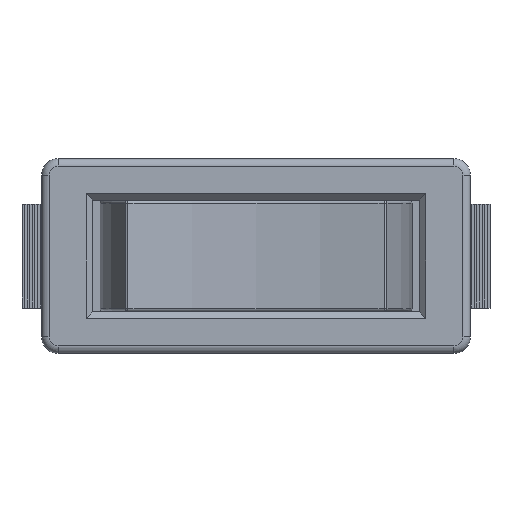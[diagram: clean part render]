
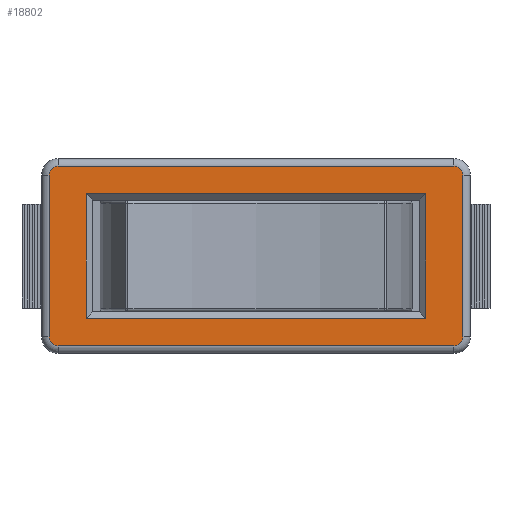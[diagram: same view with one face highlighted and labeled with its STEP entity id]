
A CAD part, top view. The second image highlights one B-rep face of the part: STEP entity #18802.
In plain terms, the highlighted planar face has unit normal (0, 0, 1).
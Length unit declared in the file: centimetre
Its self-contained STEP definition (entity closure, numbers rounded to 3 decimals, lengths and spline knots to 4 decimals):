
#1108=FACE_BOUND('',#3220,.T.);
#2108=FACE_OUTER_BOUND('',#3219,.T.);
#3219=EDGE_LOOP('',(#16997,#16998,#16999,#17000,#17001,#17002,#17003,#17004));
#3220=EDGE_LOOP('',(#17005,#17006,#17007,#17008));
#3388=CIRCLE('',#19668,0.07);
#3389=CIRCLE('',#19669,0.07);
#3390=CIRCLE('',#19670,0.07);
#3391=CIRCLE('',#19671,0.07);
#5302=LINE('',#32651,#7238);
#5306=LINE('',#32658,#7242);
#5309=LINE('',#32664,#7245);
#5311=LINE('',#32667,#7247);
#5317=LINE('',#32681,#7253);
#5318=LINE('',#32685,#7254);
#5319=LINE('',#32689,#7255);
#5320=LINE('',#32693,#7256);
#7238=VECTOR('',#23249,1.);
#7242=VECTOR('',#23255,1.);
#7245=VECTOR('',#23260,1.);
#7247=VECTOR('',#23264,1.);
#7253=VECTOR('',#23276,1.);
#7254=VECTOR('',#23279,1.);
#7255=VECTOR('',#23282,1.);
#7256=VECTOR('',#23285,1.);
#9029=VERTEX_POINT('',#32648);
#9030=VERTEX_POINT('',#32650);
#9032=VERTEX_POINT('',#32656);
#9034=VERTEX_POINT('',#32662);
#9038=VERTEX_POINT('',#32679);
#9039=VERTEX_POINT('',#32680);
#9040=VERTEX_POINT('',#32682);
#9041=VERTEX_POINT('',#32684);
#9042=VERTEX_POINT('',#32686);
#9043=VERTEX_POINT('',#32688);
#9044=VERTEX_POINT('',#32690);
#9045=VERTEX_POINT('',#32692);
#11706=EDGE_CURVE('',#9029,#9030,#5302,.T.);
#11710=EDGE_CURVE('',#9032,#9029,#5306,.T.);
#11713=EDGE_CURVE('',#9034,#9032,#5309,.T.);
#11715=EDGE_CURVE('',#9030,#9034,#5311,.T.);
#11721=EDGE_CURVE('',#9038,#9039,#5317,.T.);
#11722=EDGE_CURVE('',#9040,#9038,#3388,.T.);
#11723=EDGE_CURVE('',#9041,#9040,#5318,.T.);
#11724=EDGE_CURVE('',#9042,#9041,#3389,.T.);
#11725=EDGE_CURVE('',#9043,#9042,#5319,.T.);
#11726=EDGE_CURVE('',#9044,#9043,#3390,.T.);
#11727=EDGE_CURVE('',#9045,#9044,#5320,.T.);
#11728=EDGE_CURVE('',#9039,#9045,#3391,.T.);
#16997=ORIENTED_EDGE('',*,*,#11721,.F.);
#16998=ORIENTED_EDGE('',*,*,#11722,.F.);
#16999=ORIENTED_EDGE('',*,*,#11723,.F.);
#17000=ORIENTED_EDGE('',*,*,#11724,.F.);
#17001=ORIENTED_EDGE('',*,*,#11725,.F.);
#17002=ORIENTED_EDGE('',*,*,#11726,.F.);
#17003=ORIENTED_EDGE('',*,*,#11727,.F.);
#17004=ORIENTED_EDGE('',*,*,#11728,.F.);
#17005=ORIENTED_EDGE('',*,*,#11706,.F.);
#17006=ORIENTED_EDGE('',*,*,#11710,.F.);
#17007=ORIENTED_EDGE('',*,*,#11713,.F.);
#17008=ORIENTED_EDGE('',*,*,#11715,.F.);
#17799=PLANE('',#19667);
#18802=ADVANCED_FACE('',(#2108,#1108),#17799,.T.);
#19667=AXIS2_PLACEMENT_3D('',#32678,#23274,#23275);
#19668=AXIS2_PLACEMENT_3D('',#32683,#23277,#23278);
#19669=AXIS2_PLACEMENT_3D('',#32687,#23280,#23281);
#19670=AXIS2_PLACEMENT_3D('',#32691,#23283,#23284);
#19671=AXIS2_PLACEMENT_3D('',#32694,#23286,#23287);
#23249=DIRECTION('',(1.,0.,0.));
#23255=DIRECTION('',(0.,-1.,0.));
#23260=DIRECTION('',(-1.,0.,0.));
#23264=DIRECTION('',(0.,1.,0.));
#23274=DIRECTION('center_axis',(0.,0.,
1.));
#23275=DIRECTION('ref_axis',(1.,0.,0.));
#23276=DIRECTION('',(0.,1.,0.));
#23277=DIRECTION('center_axis',(0.,0.,
-1.));
#23278=DIRECTION('ref_axis',(-0.707,-0.707,0.));
#23279=DIRECTION('',(-1.,0.,0.));
#23280=DIRECTION('center_axis',(0.,0.,
-1.));
#23281=DIRECTION('ref_axis',(0.707,-0.707,0.));
#23282=DIRECTION('',(0.,-1.,0.));
#23283=DIRECTION('center_axis',(0.,0.,
-1.));
#23284=DIRECTION('ref_axis',(0.707,0.707,0.));
#23285=DIRECTION('',(1.,0.,0.));
#23286=DIRECTION('center_axis',(0.,0.,
-1.));
#23287=DIRECTION('ref_axis',(-0.707,0.707,0.));
#32648=CARTESIAN_POINT('',(-1.305,-0.48,1.9));
#32650=CARTESIAN_POINT('',(1.305,-0.48,1.9));
#32651=CARTESIAN_POINT('',(0.6775,-0.48,1.9));
#32656=CARTESIAN_POINT('',(-1.305,0.48,1.9));
#32658=CARTESIAN_POINT('',(-1.305,-0.265,1.9));
#32662=CARTESIAN_POINT('',(1.305,0.48,1.9));
#32664=CARTESIAN_POINT('',(-0.6775,0.48,1.9));
#32667=CARTESIAN_POINT('',(1.305,0.265,1.9));
#32678=CARTESIAN_POINT('Origin',(0.,0.,
1.9));
#32679=CARTESIAN_POINT('',(-1.59,-0.62,1.9));
#32680=CARTESIAN_POINT('',(-1.59,0.62,1.9));
#32681=CARTESIAN_POINT('',(-1.59,-0.31,1.9));
#32682=CARTESIAN_POINT('',(-1.52,-0.69,1.9));
#32683=CARTESIAN_POINT('Origin',(-1.52,-0.62,1.9));
#32684=CARTESIAN_POINT('',(1.52,-0.69,1.9));
#32685=CARTESIAN_POINT('',(0.76,-0.69,1.9));
#32686=CARTESIAN_POINT('',(1.59,-0.62,1.9));
#32687=CARTESIAN_POINT('Origin',(1.52,-0.62,1.9));
#32688=CARTESIAN_POINT('',(1.59,0.62,1.9));
#32689=CARTESIAN_POINT('',(1.59,0.31,1.9));
#32690=CARTESIAN_POINT('',(1.52,0.69,1.9));
#32691=CARTESIAN_POINT('Origin',(1.52,0.62,1.9));
#32692=CARTESIAN_POINT('',(-1.52,0.69,1.9));
#32693=CARTESIAN_POINT('',(-0.76,0.69,1.9));
#32694=CARTESIAN_POINT('Origin',(-1.52,0.62,1.9));
